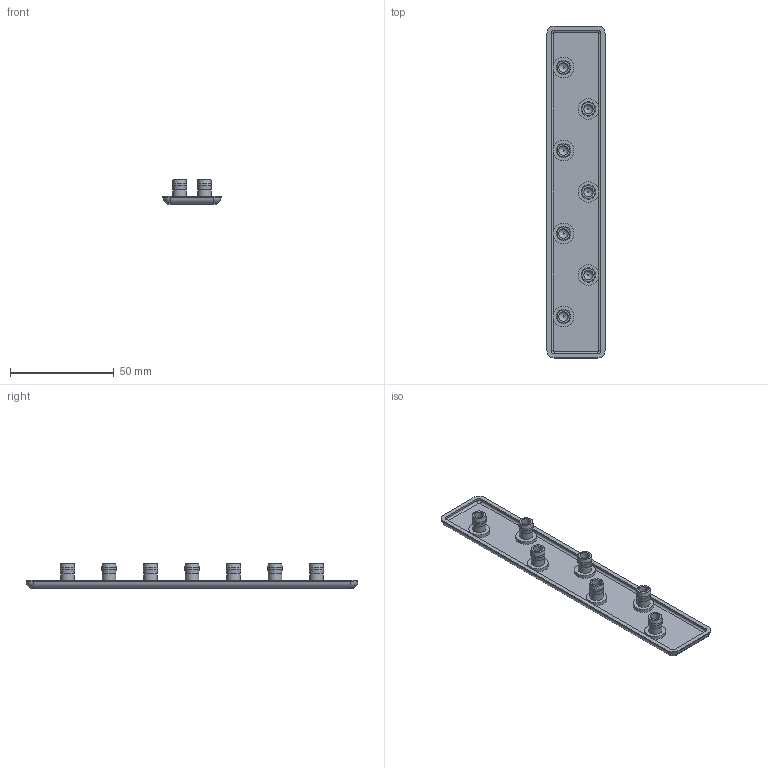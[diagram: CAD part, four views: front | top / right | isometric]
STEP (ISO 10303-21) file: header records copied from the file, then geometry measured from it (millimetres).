
FILE_DESCRIPTION((''),'2;1');
FILE_NAME('SZ0043S_A.stp','2013-08-20T08:34:48',('janine behrens'),(''),'Autodesk Inventor 2012','Autodesk Inventor 2012','');
FILE_SCHEMA(('AUTOMOTIVE_DESIGN { 1 0 10303 214 1 1 1 1 }'));
Length unit declared in the file: millimetre
Products named in the file (1): SZ0043S-A
Bounding box: 28 x 160 x 12 mm (x, y, z)
Volume: 11593.1 mm3; surface area: 12684.4 mm2
Topology: 1 solids, 1 shells, 105 faces, 212 edges, 123 vertices
Faces by surface type: cylinder 44, plane 32, cone 14, bspline 11, sphere 4
Full cylindrical faces by diameter (mm): 4.5 x7, 6.4 x7, 6.9 x7, 10 x7
Entity records: 2921 total; most frequent: CARTESIAN_POINT 871, DIRECTION 463, ORIENTED_EDGE 320, AXIS2_PLACEMENT_3D 208, EDGE_LOOP 169, EDGE_CURVE 160, VERTEX_POINT 121, CIRCLE 113
